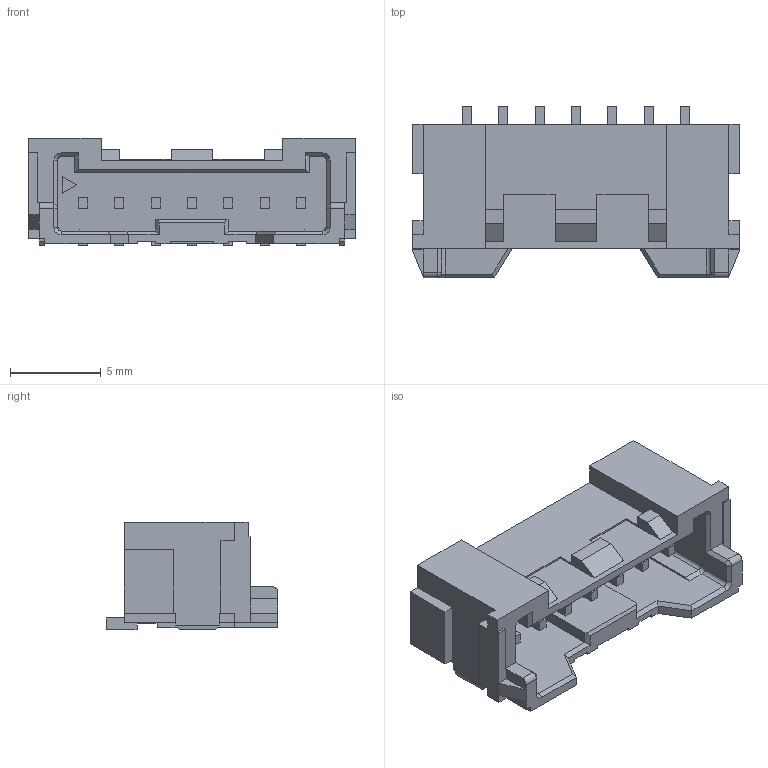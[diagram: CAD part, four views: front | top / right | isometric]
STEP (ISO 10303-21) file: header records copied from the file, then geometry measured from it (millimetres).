
FILE_DESCRIPTION(/* description */ (''),/* implementation_level */ '2;1');
FILE_NAME(/* name */ '5055780771wbm000_01_214.stp',/* time_stamp */ '2023-02-22T13:40:34+08:00',/* author */ (''),/* organization */ (''),/* preprocessor_version */ 'ST-DEVELOPER v16.7',/* originating_system */ 'SIEMENS PLM Software NX 1919',/* authorisation */ '');
FILE_SCHEMA (('AUTOMOTIVE_DESIGN { 1 0 10303 214 3 1 1 1 }'));
Length unit declared in the file: millimetre
Products named in the file (1): 5055780771wbm000_01
Bounding box: 18 x 9.45 x 5.9 mm (x, y, z)
Volume: 417.2 mm3; surface area: 825.4 mm2
Topology: 1 solids, 1 shells, 259 faces, 705 edges, 456 vertices
Faces by surface type: plane 243, cylinder 10, cone 6
Entity records: 7989 total; most frequent: CARTESIAN_POINT 1421, ORIENTED_EDGE 1410, DIRECTION 1247, EDGE_CURVE 705, LINE 683, VECTOR 683, VERTEX_POINT 456, AXIS2_PLACEMENT_3D 282
